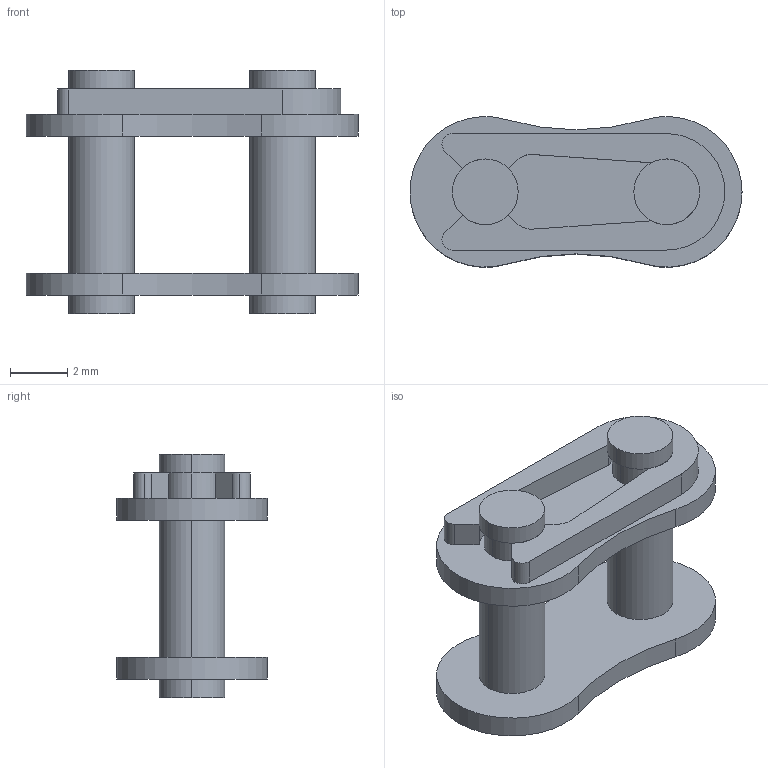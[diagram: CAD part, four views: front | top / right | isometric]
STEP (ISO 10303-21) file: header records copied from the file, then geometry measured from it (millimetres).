
FILE_DESCRIPTION (( 'STEP AP214' ), '1' );
FILE_NAME ('WCP-0765 Rev1.step', '2022-11-28T20:13:43', ( '' ), ( '' ), 'SwSTEP 2.0', 'SolidWorks 2020', '' );
FILE_SCHEMA (( 'AUTOMOTIVE_DESIGN' ));
Length unit declared in the file: inch
Products named in the file (1): WCP-0765 Rev1
Bounding box: 11.63 x 5.27 x 8.51 mm (x, y, z)
Volume: 151.6 mm3; surface area: 415.3 mm2
Topology: 2 solids, 2 shells, 56 faces, 132 edges, 88 vertices
Faces by surface type: cylinder 36, plane 20
Entity records: 1703 total; most frequent: DIRECTION 318, CARTESIAN_POINT 277, ORIENTED_EDGE 264, EDGE_CURVE 132, AXIS2_PLACEMENT_3D 129, VERTEX_POINT 88, CIRCLE 72, EDGE_LOOP 66
